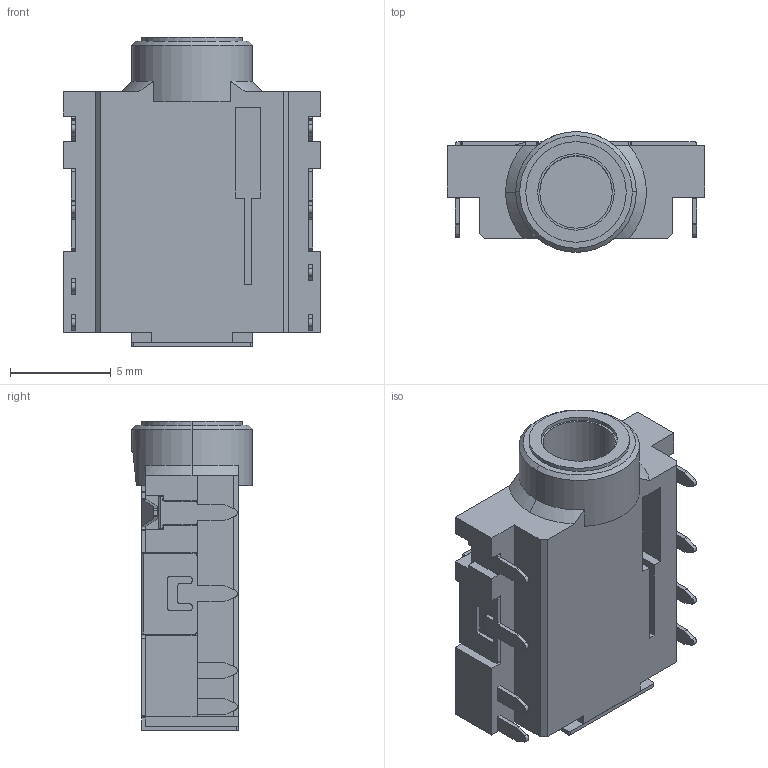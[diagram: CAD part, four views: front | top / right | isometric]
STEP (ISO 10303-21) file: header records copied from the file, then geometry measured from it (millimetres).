
FILE_DESCRIPTION((''),'2;1');
FILE_NAME('SJ-3506-SMT','2015-07-28T',('SYSTEM'),(''),'PRO/ENGINEER BY PARAMETRIC TECHNOLOGY CORPORATION, 2015110','PRO/ENGINEER BY PARAMETRIC TECHNOLOGY CORPORATION, 2015110','');
FILE_SCHEMA(('AUTOMOTIVE_DESIGN { 1 0 10303 214 1 1 1 1 }'));
Length unit declared in the file: millimetre
Products named in the file (1): SJ-3506-SMT
Bounding box: 12.8 x 6 x 15.4 mm (x, y, z)
Volume: 549.3 mm3; surface area: 1207.9 mm2
Topology: 8 solids, 8 shells, 316 faces, 893 edges, 596 vertices
Faces by surface type: plane 204, cylinder 107, cone 5
Entity records: 11592 total; most frequent: CARTESIAN_POINT 1842, ORIENTED_EDGE 1786, DIRECTION 1741, EDGE_CURVE 893, VECTOR 657, LINE 657, VERTEX_POINT 596, AXIS2_PLACEMENT_3D 542
